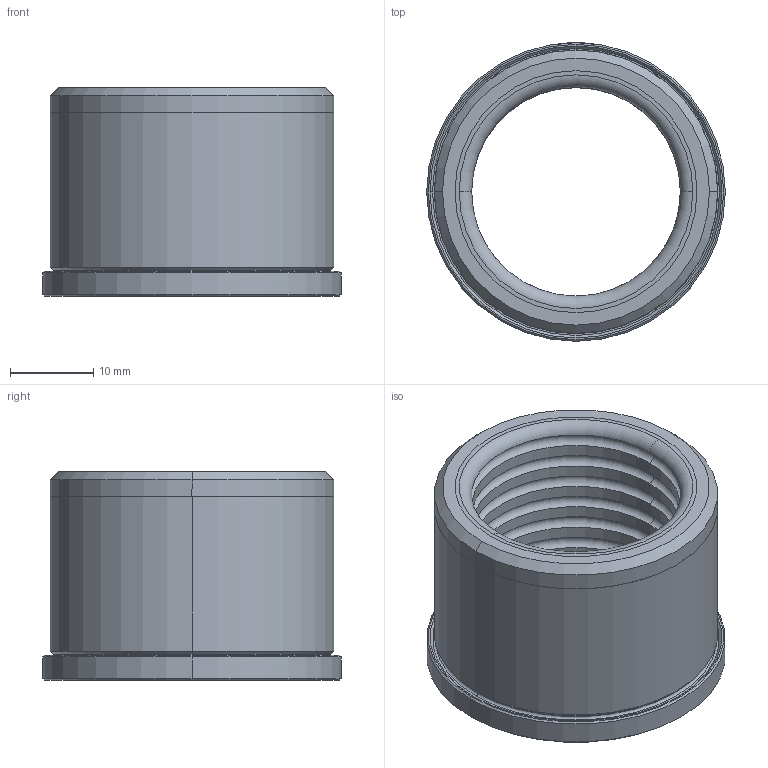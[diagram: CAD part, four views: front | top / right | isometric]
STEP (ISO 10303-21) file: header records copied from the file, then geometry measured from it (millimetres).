
FILE_DESCRIPTION (( 'STEP AP214' ), '1' );
FILE_NAME ('SGFZ-D34-d25-25.STEP', '2021-07-31T07:54:16', ( 'User' ), ( 'china' ), 'SwSTEP 2.0', 'SolidWorks 2016', '' );
FILE_SCHEMA (( 'AUTOMOTIVE_DESIGN' ));
Length unit declared in the file: millimetre
Products named in the file (3): SGFZ-D34-d25-25肣杶; SGFZ-D34-d25-25; SGFZ-D34-d25-25詩杶
Assembly tree (2 placements, depth 2):
  SGFZ-D34-d25-25
    SGFZ-D34-d25-25詩杶
    SGFZ-D34-d25-25肣杶
Bounding box: 35.8 x 35.8 x 25 mm (x, y, z)
Volume: 10019.9 mm3; surface area: 10658.1 mm2
Topology: 2 solids, 2 shells, 85 faces, 184 edges, 108 vertices
Faces by surface type: cylinder 38, torus 22, plane 15, cone 10
Entity records: 2572 total; most frequent: CARTESIAN_POINT 584, DIRECTION 438, ORIENTED_EDGE 368, AXIS2_PLACEMENT_3D 188, EDGE_CURVE 184, VERTEX_POINT 108, CIRCLE 98, EDGE_LOOP 94
